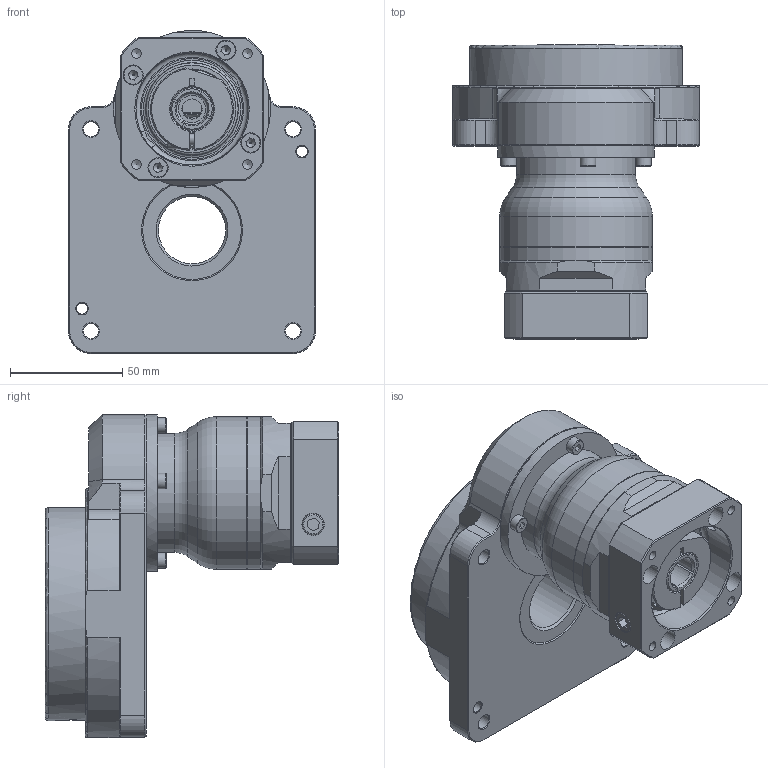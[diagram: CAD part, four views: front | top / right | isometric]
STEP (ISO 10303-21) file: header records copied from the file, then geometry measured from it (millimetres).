
FILE_DESCRIPTION (( 'STEP AP203' ), '1' );
FILE_NAME ('HLMT110-025-040HB.STEP', '2017-06-20T06:20:30', ( 'JVL' ), ( '' ), 'SwSTEP 2.0', 'SolidWorks 2016', '' );
FILE_SCHEMA (( 'CONFIG_CONTROL_DESIGN' ));
Length unit declared in the file: millimetre
Products named in the file (2): HLMT110-025-040HB
Bounding box: 110 x 131 x 144 mm (x, y, z)
Volume: 553880 mm3; surface area: 129601.1 mm2
Topology: 1 solids, 29 shells, 706 faces, 1689 edges, 1067 vertices
Faces by surface type: plane 336, cone 173, cylinder 169, torus 26, bspline 2
Full cylindrical faces by diameter (mm): 2.5 x4, 3 x2, 3.3 x13, 4 x4, 4.2 x15, 4.5 x8, 5 x9, 5.5 x5, 6.8 x4, 7 x4, 8 x4, 8.5 x5, 9 x4, 9.5 x4, 11.685 x1, 14.2 x1, 19.3 x1, 19.8 x1, 20 x1, 26 x1, 30 x1, 32 x1, 35 x3, 39.8 x1, 40 x2, 40.001 x1, 43.927 x1, 44 x1, 45 x1, 50 x3
Entity records: 18690 total; most frequent: CARTESIAN_POINT 3914, DIRECTION 3179, ORIENTED_EDGE 2564, AXIS2_PLACEMENT_3D 1330, EDGE_CURVE 1282, EDGE_LOOP 1049, VERTEX_POINT 917, FACE_OUTER_BOUND 846
